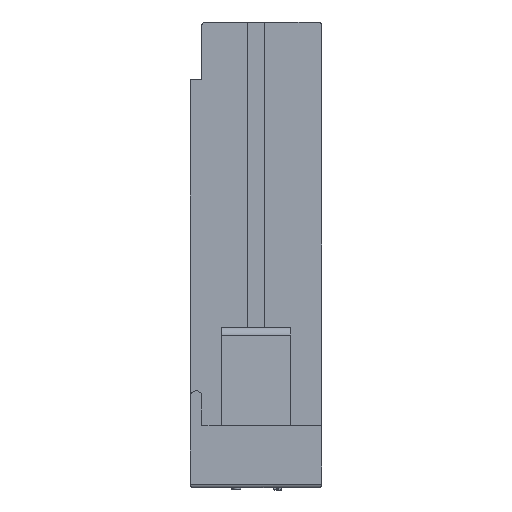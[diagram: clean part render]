
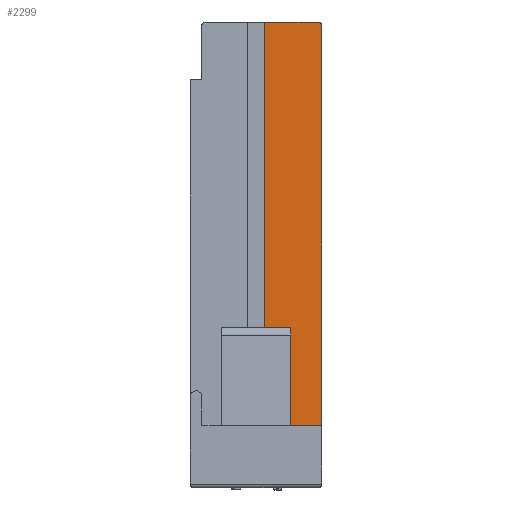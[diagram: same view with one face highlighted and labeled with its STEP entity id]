
A CAD part, left-side view. The second image highlights one B-rep face of the part: STEP entity #2299.
In plain terms, the highlighted planar face has unit normal (-1, 0, 0).
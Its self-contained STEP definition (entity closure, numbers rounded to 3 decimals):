
#2070=CIRCLE('',#7427,0.3);
#2299=ADVANCED_FACE('',(#2756),#2528,.T.);
#2528=PLANE('',#7428);
#2756=FACE_OUTER_BOUND('',#3024,.T.);
#3024=EDGE_LOOP('',(#3923,#3924,#3925,#3926,#3927,#3928,#3929));
#3923=ORIENTED_EDGE('',*,*,#5952,.T.);
#3924=ORIENTED_EDGE('',*,*,#5953,.F.);
#3925=ORIENTED_EDGE('',*,*,#5949,.T.);
#3926=ORIENTED_EDGE('',*,*,#5954,.F.);
#3927=ORIENTED_EDGE('',*,*,#5906,.T.);
#3928=ORIENTED_EDGE('',*,*,#5911,.T.);
#3929=ORIENTED_EDGE('',*,*,#5955,.F.);
#5127=VERTEX_POINT('',#9513);
#5128=VERTEX_POINT('',#9515);
#5131=VERTEX_POINT('',#9523);
#5156=VERTEX_POINT('',#9601);
#5157=VERTEX_POINT('',#9602);
#5158=VERTEX_POINT('',#9607);
#5159=VERTEX_POINT('',#9608);
#5906=EDGE_CURVE('',#5128,#5127,#6662,.T.);
#5911=EDGE_CURVE('',#5127,#5131,#6667,.T.);
#5949=EDGE_CURVE('',#5156,#5157,#6700,.T.);
#5952=EDGE_CURVE('',#5158,#5159,#2070,.T.);
#5953=EDGE_CURVE('',#5156,#5159,#6703,.T.);
#5954=EDGE_CURVE('',#5128,#5157,#6704,.T.);
#5955=EDGE_CURVE('',#5158,#5131,#6705,.T.);
#6662=LINE('',#9514,#7098);
#6667=LINE('',#9524,#7103);
#6700=LINE('',#9600,#7136);
#6703=LINE('',#9609,#7139);
#6704=LINE('',#9610,#7140);
#6705=LINE('',#9611,#7141);
#7098=VECTOR('',#8282,1.);
#7103=VECTOR('',#8289,1.);
#7136=VECTOR('',#8360,1.);
#7139=VECTOR('',#8367,1.);
#7140=VECTOR('',#8368,1.);
#7141=VECTOR('',#8369,1.);
#7427=AXIS2_PLACEMENT_3D('',#9606,#8365,#8366);
#7428=AXIS2_PLACEMENT_3D('',#9612,#8370,#8371);
#8282=DIRECTION('',(0.,0.,1.));
#8289=DIRECTION('',(0.,-1.,0.));
#8360=DIRECTION('',(0.,0.,-1.));
#8365=DIRECTION('',(-1.,0.,0.));
#8366=DIRECTION('',(0.,-1.,0.));
#8367=DIRECTION('',(0.,-1.,0.));
#8368=DIRECTION('',(0.,1.,0.));
#8369=DIRECTION('',(0.,0.,-1.));
#8370=DIRECTION('',(-1.,0.,0.));
#8371=DIRECTION('',(0.,-1.,0.));
#9513=CARTESIAN_POINT('',(20.507,-42.252,-21.79));
#9514=CARTESIAN_POINT('',(20.507,-42.252,-27.19));
#9515=CARTESIAN_POINT('',(20.507,-42.252,-27.19));
#9523=CARTESIAN_POINT('',(20.507,-44.752,-21.79));
#9524=CARTESIAN_POINT('',(20.507,-42.252,-21.79));
#9600=CARTESIAN_POINT('',(20.507,-39.802,13.21));
#9601=CARTESIAN_POINT('',(20.507,-39.802,13.21));
#9602=CARTESIAN_POINT('',(20.507,-39.802,-27.19));
#9606=CARTESIAN_POINT('',(20.507,-44.452,12.91));
#9607=CARTESIAN_POINT('',(20.507,-44.752,12.91));
#9608=CARTESIAN_POINT('',(20.507,-44.452,13.21));
#9609=CARTESIAN_POINT('',(20.507,-39.802,13.21));
#9610=CARTESIAN_POINT('',(20.507,-42.252,-27.19));
#9611=CARTESIAN_POINT('',(20.507,-44.752,12.91));
#9612=CARTESIAN_POINT('',(20.507,-33.252,-29.331));
